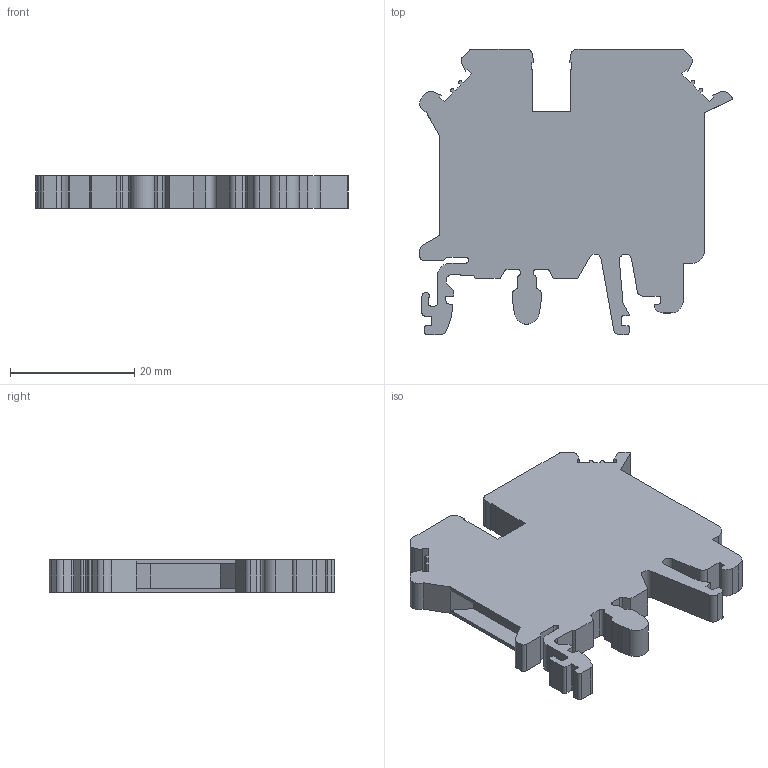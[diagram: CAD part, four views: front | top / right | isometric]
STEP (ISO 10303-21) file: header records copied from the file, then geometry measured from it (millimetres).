
FILE_DESCRIPTION((''),'2;1');
FILE_NAME('PRT0001','2021-08-11T',('Administrator'),(''),'PRO/ENGINEER BY PARAMETRIC TECHNOLOGY CORPORATION, 2013230','PRO/ENGINEER BY PARAMETRIC TECHNOLOGY CORPORATION, 2013230','');
FILE_SCHEMA(('CONFIG_CONTROL_DESIGN'));
Length unit declared in the file: millimetre
Products named in the file (1): PRT0001
Bounding box: 50.34 x 46 x 5.2 mm (x, y, z)
Volume: 7643.5 mm3; surface area: 5078.8 mm2
Topology: 1 solids, 1 shells, 180 faces, 518 edges, 344 vertices
Faces by surface type: plane 121, cylinder 59
Entity records: 5926 total; most frequent: CARTESIAN_POINT 1042, ORIENTED_EDGE 1036, DIRECTION 996, EDGE_CURVE 518, VECTOR 400, LINE 400, VERTEX_POINT 344, AXIS2_PLACEMENT_3D 298
